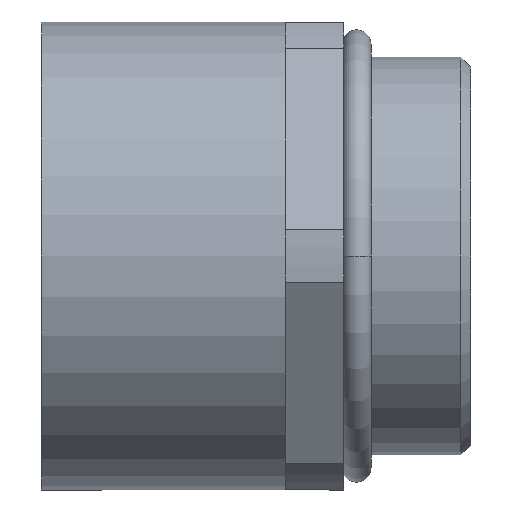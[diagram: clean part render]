
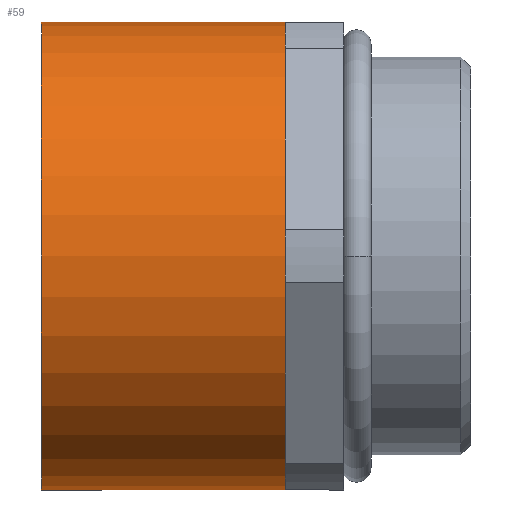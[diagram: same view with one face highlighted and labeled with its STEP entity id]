
A CAD part, left-side view. The second image highlights one B-rep face of the part: STEP entity #59.
In plain terms, the highlighted cylindrical face has radius 12 mm (diameter 24 mm), a partial arc.
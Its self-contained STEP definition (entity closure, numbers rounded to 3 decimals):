
#10 = EDGE_CURVE ( 'NONE', #267, #242, #499, .T. ) ;
#44 = EDGE_CURVE ( 'NONE', #242, #241, #943, .T. ) ;
#45 = EDGE_CURVE ( 'NONE', #239, #240, #947, .T. ) ;
#59 = ADVANCED_FACE ( 'NONE', ( #870 ), #866, .T. ) ;
#92 = DIRECTION ( 'NONE',  ( 0., 1., 0. ) ) ;
#93 = DIRECTION ( 'NONE',  ( 0., 0., 1. ) ) ;
#124 = CARTESIAN_POINT ( 'NONE',  ( 0., 0.5, 0. ) ) ;
#125 = DIRECTION ( 'NONE',  ( 0., 1., 0. ) ) ;
#126 = DIRECTION ( 'NONE',  ( 0., 0., 1. ) ) ;
#214 = EDGE_LOOP ( 'NONE', ( #296, #297, #298, #426, #299, #300 ) ) ;
#239 = VERTEX_POINT ( 'NONE', #1074 ) ;
#240 = VERTEX_POINT ( 'NONE', #1075 ) ;
#241 = VERTEX_POINT ( 'NONE', #1076 ) ;
#242 = VERTEX_POINT ( 'NONE', #1077 ) ;
#267 = VERTEX_POINT ( 'NONE', #1102 ) ;
#274 = VERTEX_POINT ( 'NONE', #1109 ) ;
#296 = ORIENTED_EDGE ( 'NONE', *, *, #45, .F. ) ;
#297 = ORIENTED_EDGE ( 'NONE', *, *, #539, .T. ) ;
#298 = ORIENTED_EDGE ( 'NONE', *, *, #559, .T. ) ;
#299 = ORIENTED_EDGE ( 'NONE', *, *, #44, .T. ) ;
#300 = ORIENTED_EDGE ( 'NONE', *, *, #527, .F. ) ;
#426 = ORIENTED_EDGE ( 'NONE', *, *, #10, .T. ) ;
#447 = CIRCLE ( 'NONE', #736, 12. ) ;
#449 = CIRCLE ( 'NONE', #763, 12. ) ;
#455 = CIRCLE ( 'NONE', #766, 12. ) ;
#499 = CIRCLE ( 'NONE', #783, 12. ) ;
#527 = EDGE_CURVE ( 'NONE', #240, #241, #455, .T. ) ;
#539 = EDGE_CURVE ( 'NONE', #239, #274, #449, .T. ) ;
#559 = EDGE_CURVE ( 'NONE', #274, #267, #447, .T. ) ;
#604 = CARTESIAN_POINT ( 'NONE',  ( 0., 0.5, 0. ) ) ;
#611 = DIRECTION ( 'NONE',  ( 0., 1., 0. ) ) ;
#612 = DIRECTION ( 'NONE',  ( 0., 0., 1. ) ) ;
#736 = AXIS2_PLACEMENT_3D ( 'NONE', #124, #125, #126 ) ;
#763 = AXIS2_PLACEMENT_3D ( 'NONE', #1214, #92, #93 ) ;
#766 = AXIS2_PLACEMENT_3D ( 'NONE', #1196, #1197, #1198 ) ;
#783 = AXIS2_PLACEMENT_3D ( 'NONE', #604, #611, #612 ) ;
#865 = AXIS2_PLACEMENT_3D ( 'NONE', #990, #991, #992 ) ;
#866 = CYLINDRICAL_SURFACE ( 'NONE', #865, 12. ) ;
#870 = FACE_OUTER_BOUND ( 'NONE', #214, .T. ) ;
#886 = VECTOR ( 'NONE', #949, 1000. ) ;
#890 = VECTOR ( 'NONE', #945, 1000. ) ;
#943 = LINE ( 'NONE', #944, #890 ) ;
#944 = CARTESIAN_POINT ( 'NONE',  ( 0., 12.783, 12. ) ) ;
#945 = DIRECTION ( 'NONE',  ( 0., 1., 0. ) ) ;
#947 = LINE ( 'NONE', #948, #886 ) ;
#948 = CARTESIAN_POINT ( 'NONE',  ( 0., 12.783, -12. ) ) ;
#949 = DIRECTION ( 'NONE',  ( 0., 1., 0. ) ) ;
#990 = CARTESIAN_POINT ( 'NONE',  ( 0., 12.783, 0. ) ) ;
#991 = DIRECTION ( 'NONE',  ( 0., 1., 0. ) ) ;
#992 = DIRECTION ( 'NONE',  ( 0., 0., 1. ) ) ;
#1074 = CARTESIAN_POINT ( 'NONE',  ( 0., 0.5, -12. ) ) ;
#1075 = CARTESIAN_POINT ( 'NONE',  ( 0., 13., -12. ) ) ;
#1076 = CARTESIAN_POINT ( 'NONE',  ( 0., 13., 12. ) ) ;
#1077 = CARTESIAN_POINT ( 'NONE',  ( 0., 0.5, 12. ) ) ;
#1102 = CARTESIAN_POINT ( 'NONE',  ( -10.392, 0.5, 6. ) ) ;
#1109 = CARTESIAN_POINT ( 'NONE',  ( -10.392, 0.5, -6. ) ) ;
#1196 = CARTESIAN_POINT ( 'NONE',  ( 0., 13., 0. ) ) ;
#1197 = DIRECTION ( 'NONE',  ( 0., 1., 0. ) ) ;
#1198 = DIRECTION ( 'NONE',  ( 0., 0., 1. ) ) ;
#1214 = CARTESIAN_POINT ( 'NONE',  ( 0., 0.5, 0. ) ) ;
